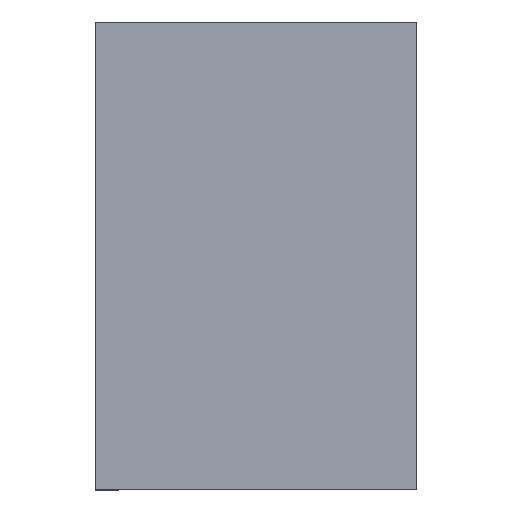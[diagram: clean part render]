
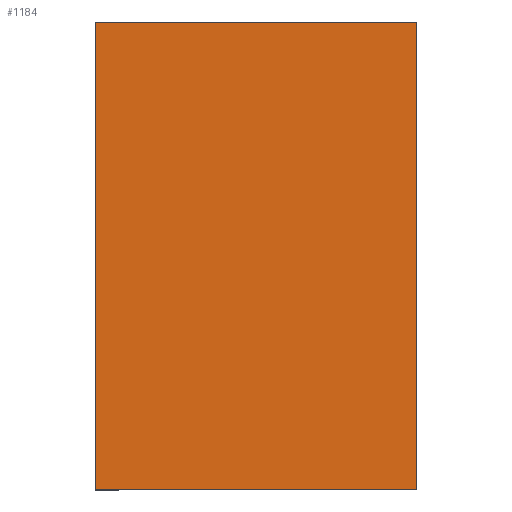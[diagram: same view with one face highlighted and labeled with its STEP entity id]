
A CAD part, left-side view. The second image highlights one B-rep face of the part: STEP entity #1184.
In plain terms, the highlighted planar face has unit normal (-1, 0, 0).
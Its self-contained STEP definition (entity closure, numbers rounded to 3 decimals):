
#1 = LINE ( 'NONE', #483, #1030 ) ;
#38 = VERTEX_POINT ( 'NONE', #986 ) ;
#77 = CARTESIAN_POINT ( 'NONE',  ( -0.8, 0.55, 0.4 ) ) ;
#138 = VERTEX_POINT ( 'NONE', #921 ) ;
#162 = EDGE_CURVE ( 'NONE', #138, #1135, #1113, .T. ) ;
#163 = CARTESIAN_POINT ( 'NONE',  ( -0.8, 0.55, 0.4 ) ) ;
#175 = EDGE_CURVE ( 'NONE', #138, #1141, #1, .T. ) ;
#179 = DIRECTION ( 'NONE',  ( 1., 0., 0. ) ) ;
#188 = EDGE_LOOP ( 'NONE', ( #1076, #236, #852, #379 ) ) ;
#209 = AXIS2_PLACEMENT_3D ( 'NONE', #77, #179, #754 ) ;
#210 = LINE ( 'NONE', #931, #660 ) ;
#236 = ORIENTED_EDGE ( 'NONE', *, *, #798, .F. ) ;
#274 = PLANE ( 'NONE',  #209 ) ;
#369 = DIRECTION ( 'NONE',  ( 0., 0., 1. ) ) ;
#379 = ORIENTED_EDGE ( 'NONE', *, *, #162, .T. ) ;
#483 = CARTESIAN_POINT ( 'NONE',  ( -0.8, 0.55, 0.4 ) ) ;
#552 = CARTESIAN_POINT ( 'NONE',  ( -0.8, 0.55, -0.4 ) ) ;
#567 = CARTESIAN_POINT ( 'NONE',  ( -0.8, 0., -0.4 ) ) ;
#649 = DIRECTION ( 'NONE',  ( 0., -1., 0. ) ) ;
#660 = VECTOR ( 'NONE', #369, 1000. ) ;
#751 = CARTESIAN_POINT ( 'NONE',  ( -0.8, 0.55, 0.4 ) ) ;
#754 = DIRECTION ( 'NONE',  ( 0., 0., -1. ) ) ;
#786 = FACE_OUTER_BOUND ( 'NONE', #188, .T. ) ;
#798 = EDGE_CURVE ( 'NONE', #1141, #38, #965, .T. ) ;
#830 = DIRECTION ( 'NONE',  ( 0., -1., 0. ) ) ;
#852 = ORIENTED_EDGE ( 'NONE', *, *, #175, .F. ) ;
#919 = VECTOR ( 'NONE', #649, 1000. ) ;
#921 = CARTESIAN_POINT ( 'NONE',  ( -0.8, 0.55, -0.4 ) ) ;
#931 = CARTESIAN_POINT ( 'NONE',  ( -0.8, 0., 0.4 ) ) ;
#965 = LINE ( 'NONE', #163, #1057 ) ;
#986 = CARTESIAN_POINT ( 'NONE',  ( -0.8, 0., 0.4 ) ) ;
#1030 = VECTOR ( 'NONE', #1041, 1000. ) ;
#1041 = DIRECTION ( 'NONE',  ( 0., 0., 1. ) ) ;
#1057 = VECTOR ( 'NONE', #830, 1000. ) ;
#1076 = ORIENTED_EDGE ( 'NONE', *, *, #1192, .T. ) ;
#1113 = LINE ( 'NONE', #552, #919 ) ;
#1135 = VERTEX_POINT ( 'NONE', #567 ) ;
#1141 = VERTEX_POINT ( 'NONE', #751 ) ;
#1184 = ADVANCED_FACE ( 'NONE', ( #786 ), #274, .F. ) ;
#1192 = EDGE_CURVE ( 'NONE', #1135, #38, #210, .T. ) ;
